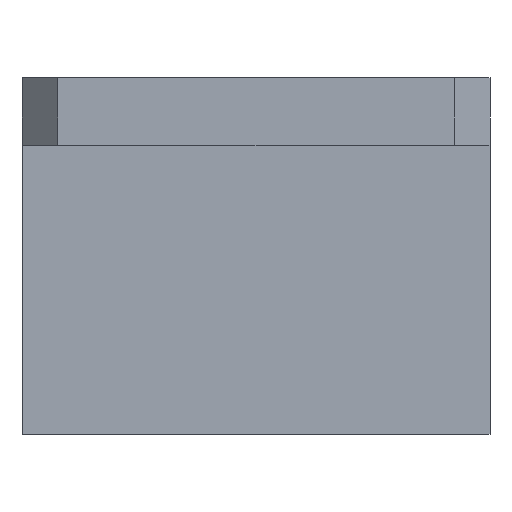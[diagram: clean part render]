
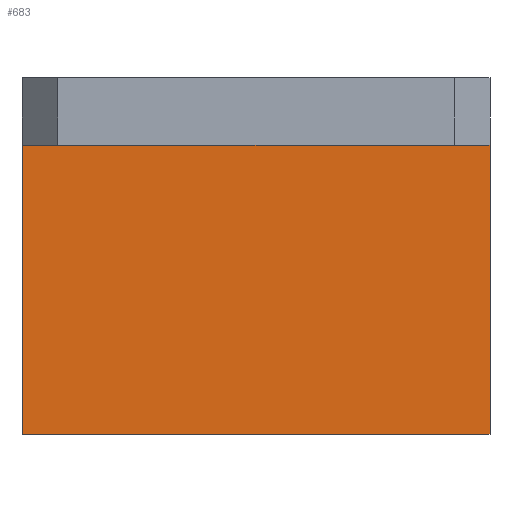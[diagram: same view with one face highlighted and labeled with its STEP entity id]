
A CAD part, front view. The second image highlights one B-rep face of the part: STEP entity #683.
In plain terms, the highlighted planar face has unit normal (0, -1, 0).
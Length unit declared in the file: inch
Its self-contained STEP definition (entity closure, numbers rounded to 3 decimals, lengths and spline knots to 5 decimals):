
#15 = EDGE_CURVE ( 'NONE', #476, #624, #803, .T. ) ;
#30 = LINE ( 'NONE', #136, #663 ) ;
#37 = CARTESIAN_POINT ( 'NONE',  ( 0.6565, -0.33, -0.189 ) ) ;
#58 = DIRECTION ( 'NONE',  ( 0., -1., 0. ) ) ;
#98 = EDGE_CURVE ( 'NONE', #624, #107, #422, .T. ) ;
#107 = VERTEX_POINT ( 'NONE', #37 ) ;
#121 = ORIENTED_EDGE ( 'NONE', *, *, #98, .T. ) ;
#136 = CARTESIAN_POINT ( 'NONE',  ( 0., -0.33, -0.189 ) ) ;
#156 = FACE_OUTER_BOUND ( 'NONE', #437, .T. ) ;
#236 = VECTOR ( 'NONE', #737, 39.37008 ) ;
#250 = EDGE_CURVE ( 'NONE', #107, #656, #30, .T. ) ;
#274 = DIRECTION ( 'NONE',  ( -1., 0., 0. ) ) ;
#282 = CARTESIAN_POINT ( 'NONE',  ( -0.6565, -0.33, -1. ) ) ;
#294 = VECTOR ( 'NONE', #764, 39.37008 ) ;
#311 = VECTOR ( 'NONE', #799, 39.37008 ) ;
#328 = CARTESIAN_POINT ( 'NONE',  ( -0.6565, -0.33, -0.189 ) ) ;
#341 = PLANE ( 'NONE',  #366 ) ;
#362 = EDGE_CURVE ( 'NONE', #476, #656, #477, .T. ) ;
#366 = AXIS2_PLACEMENT_3D ( 'NONE', #766, #58, #489 ) ;
#396 = CARTESIAN_POINT ( 'NONE',  ( 0.6565, -0.33, -1. ) ) ;
#422 = LINE ( 'NONE', #396, #236 ) ;
#437 = EDGE_LOOP ( 'NONE', ( #121, #547, #788, #445 ) ) ;
#445 = ORIENTED_EDGE ( 'NONE', *, *, #15, .T. ) ;
#476 = VERTEX_POINT ( 'NONE', #282 ) ;
#477 = LINE ( 'NONE', #620, #294 ) ;
#489 = DIRECTION ( 'NONE',  ( 0., 0., -1. ) ) ;
#547 = ORIENTED_EDGE ( 'NONE', *, *, #250, .T. ) ;
#609 = CARTESIAN_POINT ( 'NONE',  ( 0.6565, -0.33, -1. ) ) ;
#620 = CARTESIAN_POINT ( 'NONE',  ( -0.6565, -0.33, -1. ) ) ;
#624 = VERTEX_POINT ( 'NONE', #609 ) ;
#656 = VERTEX_POINT ( 'NONE', #328 ) ;
#663 = VECTOR ( 'NONE', #274, 39.37008 ) ;
#683 = ADVANCED_FACE ( 'NONE', ( #156 ), #341, .T. ) ;
#725 = CARTESIAN_POINT ( 'NONE',  ( -0.6565, -0.33, -1. ) ) ;
#737 = DIRECTION ( 'NONE',  ( 0., 0., 1. ) ) ;
#764 = DIRECTION ( 'NONE',  ( 0., 0., 1. ) ) ;
#766 = CARTESIAN_POINT ( 'NONE',  ( -0.6565, -0.33, -1. ) ) ;
#788 = ORIENTED_EDGE ( 'NONE', *, *, #362, .F. ) ;
#799 = DIRECTION ( 'NONE',  ( 1., 0., 0. ) ) ;
#803 = LINE ( 'NONE', #725, #311 ) ;
